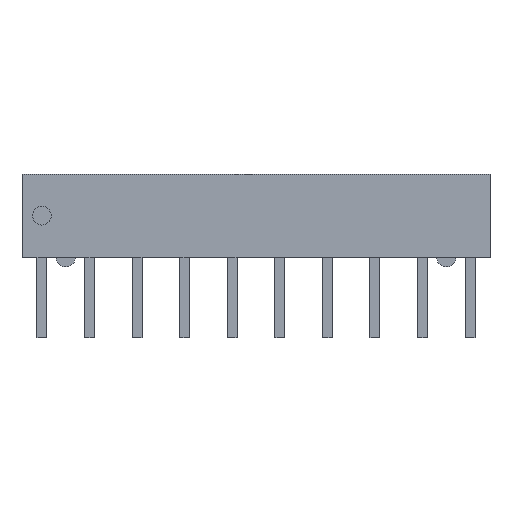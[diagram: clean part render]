
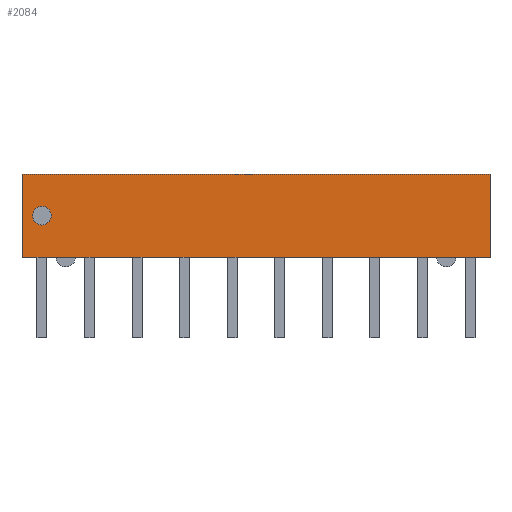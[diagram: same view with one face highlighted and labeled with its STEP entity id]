
A CAD part, front view. The second image highlights one B-rep face of the part: STEP entity #2084.
In plain terms, the highlighted planar face has unit normal (0, -1, 0).
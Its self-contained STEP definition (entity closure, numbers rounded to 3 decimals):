
#1938=CARTESIAN_POINT('',(-10.935,-1.13,2.729));
#1939=VERTEX_POINT('',#1938);
#1955=CARTESIAN_POINT('',(-11.935,-1.13,2.729));
#1956=VERTEX_POINT('',#1955);
#1963=CARTESIAN_POINT('',(-11.435,-1.13,2.729));
#1964=DIRECTION('',(0.0,1.0,0.0));
#1965=DIRECTION('',(1.0,0.0,0.0));
#1966=AXIS2_PLACEMENT_3D('',#1963,#1964,#1965);
#1967=CIRCLE('',#1966,0.5);
#1968=EDGE_CURVE('',#1939,#1956,#1967,.T.);
#2019=CARTESIAN_POINT('',(12.495,-1.13,0.509));
#2020=VERTEX_POINT('',#2019);
#2027=CARTESIAN_POINT('',(-12.495,-1.13,0.509));
#2028=VERTEX_POINT('',#2027);
#2029=CARTESIAN_POINT('',(12.495,-1.13,0.509));
#2030=DIRECTION('',(-1.0,0.0,0.0));
#2031=VECTOR('',#2030,24.99);
#2032=LINE('',#2029,#2031);
#2033=EDGE_CURVE('',#2020,#2028,#2032,.T.);
#2044=CARTESIAN_POINT('',(2.335,-1.13,0.509));
#2045=DIRECTION('',(0.0,-1.0,0.0));
#2046=DIRECTION('',(0.0,0.0,-1.0));
#2047=AXIS2_PLACEMENT_3D('',#2044,#2045,#2046);
#2048=PLANE('',#2047);
#2049=CARTESIAN_POINT('',(12.495,-1.13,4.949));
#2050=VERTEX_POINT('',#2049);
#2051=CARTESIAN_POINT('',(-12.495,-1.13,4.949));
#2052=VERTEX_POINT('',#2051);
#2053=CARTESIAN_POINT('',(12.495,-1.13,4.949));
#2054=DIRECTION('',(-1.0,0.0,0.0));
#2055=VECTOR('',#2054,24.99);
#2056=LINE('',#2053,#2055);
#2057=EDGE_CURVE('',#2050,#2052,#2056,.T.);
#2058=ORIENTED_EDGE('',*,*,#2057,.T.);
#2059=CARTESIAN_POINT('',(-12.495,-1.13,0.509));
#2060=DIRECTION('',(0.0,0.0,1.0));
#2061=VECTOR('',#2060,4.44);
#2062=LINE('',#2059,#2061);
#2063=EDGE_CURVE('',#2028,#2052,#2062,.T.);
#2064=ORIENTED_EDGE('',*,*,#2063,.F.);
#2065=ORIENTED_EDGE('',*,*,#2033,.F.);
#2066=CARTESIAN_POINT('',(12.495,-1.13,0.509));
#2067=DIRECTION('',(0.0,0.0,1.0));
#2068=VECTOR('',#2067,4.44);
#2069=LINE('',#2066,#2068);
#2070=EDGE_CURVE('',#2020,#2050,#2069,.T.);
#2071=ORIENTED_EDGE('',*,*,#2070,.T.);
#2072=EDGE_LOOP('',(#2058,#2064,#2065,#2071));
#2073=FACE_OUTER_BOUND('',#2072,.T.);
#2074=ORIENTED_EDGE('',*,*,#1968,.T.);
#2075=CARTESIAN_POINT('',(-11.435,-1.13,2.729));
#2076=DIRECTION('',(0.0,1.0,0.0));
#2077=DIRECTION('',(1.0,0.0,0.0));
#2078=AXIS2_PLACEMENT_3D('',#2075,#2076,#2077);
#2079=CIRCLE('',#2078,0.5);
#2080=EDGE_CURVE('',#1956,#1939,#2079,.T.);
#2081=ORIENTED_EDGE('',*,*,#2080,.T.);
#2082=EDGE_LOOP('',(#2074,#2081));
#2083=FACE_BOUND('',#2082,.T.);
#2084=ADVANCED_FACE('',(#2073,#2083),#2048,.T.);
